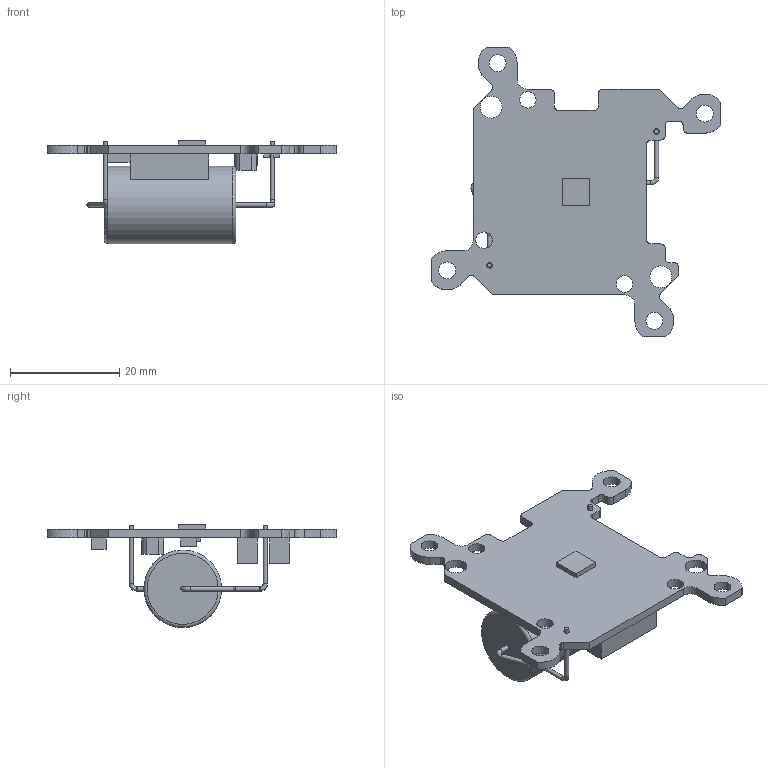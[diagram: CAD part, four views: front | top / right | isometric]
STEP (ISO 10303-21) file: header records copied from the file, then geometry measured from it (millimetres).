
FILE_DESCRIPTION (( 'STEP AP214' ), '1' );
FILE_NAME ('PA0260 54x54 Multi turn.STEP', '2021-11-09T11:05:06', ( '' ), ( '' ), 'SwSTEP 2.0', 'SolidWorks 2020', '' );
FILE_SCHEMA (( 'AUTOMOTIVE_DESIGN' ));
Length unit declared in the file: millimetre
Products named in the file (1): PA0260 54x54 Multi turn
Bounding box: 52.85 x 52.85 x 18.9 mm (x, y, z)
Volume: 6269.6 mm3; surface area: 5513.1 mm2
Topology: 4 solids, 4 shells, 163 faces, 424 edges, 280 vertices
Faces by surface type: plane 99, cylinder 57, torus 7
Full cylindrical faces by diameter (mm): 0.8 x9, 1 x2, 3 x3, 3.1 x4, 4 x2, 14.2 x1
Entity records: 5779 total; most frequent: DIRECTION 832, CARTESIAN_POINT 828, ORIENTED_EDGE 780, EDGE_CURVE 390, AXIS2_PLACEMENT_3D 278, VECTOR 276, LINE 276, VERTEX_POINT 274
